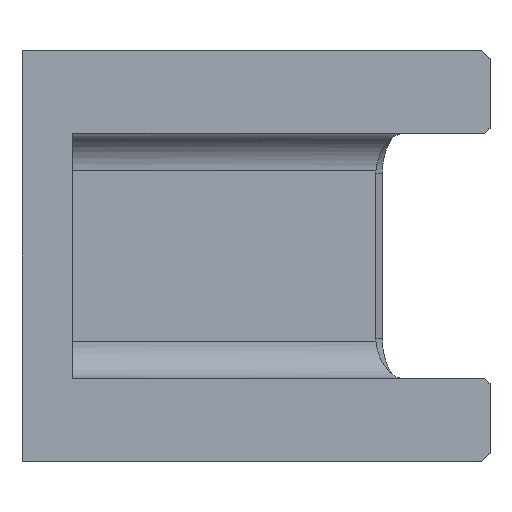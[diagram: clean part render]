
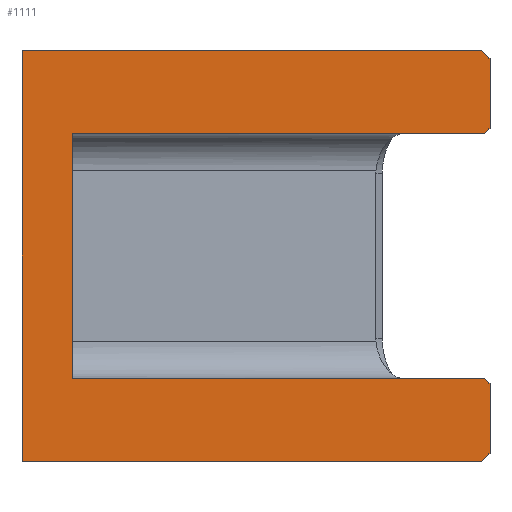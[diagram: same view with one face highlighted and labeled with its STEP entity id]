
A CAD part, left-side view. The second image highlights one B-rep face of the part: STEP entity #1111.
In plain terms, the highlighted planar face has unit normal (-1, 0, 0).
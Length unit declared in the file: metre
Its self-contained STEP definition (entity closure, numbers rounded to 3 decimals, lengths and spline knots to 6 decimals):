
#89=LINE('',#1626,#194);
#93=LINE('',#1634,#198);
#116=LINE('',#1705,#221);
#117=LINE('',#1707,#222);
#118=LINE('',#1709,#223);
#119=LINE('',#1711,#224);
#120=LINE('',#1713,#225);
#121=LINE('',#1714,#226);
#122=LINE('',#1716,#227);
#123=LINE('',#1718,#228);
#124=LINE('',#1720,#229);
#125=LINE('',#1722,#230);
#194=VECTOR('',#1297,1.);
#198=VECTOR('',#1301,1.);
#221=VECTOR('',#1348,1.);
#222=VECTOR('',#1349,1.);
#223=VECTOR('',#1350,1.);
#224=VECTOR('',#1351,1.);
#225=VECTOR('',#1352,1.);
#226=VECTOR('',#1353,1.);
#227=VECTOR('',#1354,1.);
#228=VECTOR('',#1355,1.);
#229=VECTOR('',#1356,1.);
#230=VECTOR('',#1357,1.);
#336=ORIENTED_EDGE('',*,*,#630,.F.);
#337=ORIENTED_EDGE('',*,*,#666,.T.);
#338=ORIENTED_EDGE('',*,*,#667,.T.);
#339=ORIENTED_EDGE('',*,*,#668,.T.);
#340=ORIENTED_EDGE('',*,*,#669,.F.);
#341=ORIENTED_EDGE('',*,*,#670,.T.);
#342=ORIENTED_EDGE('',*,*,#634,.F.);
#343=ORIENTED_EDGE('',*,*,#671,.T.);
#344=ORIENTED_EDGE('',*,*,#672,.T.);
#345=ORIENTED_EDGE('',*,*,#673,.T.);
#346=ORIENTED_EDGE('',*,*,#674,.F.);
#347=ORIENTED_EDGE('',*,*,#675,.T.);
#630=EDGE_CURVE('',#795,#796,#89,.T.);
#634=EDGE_CURVE('',#799,#800,#93,.T.);
#666=EDGE_CURVE('',#795,#831,#116,.T.);
#667=EDGE_CURVE('',#831,#832,#117,.T.);
#668=EDGE_CURVE('',#832,#833,#118,.T.);
#669=EDGE_CURVE('',#834,#833,#119,.T.);
#670=EDGE_CURVE('',#834,#800,#120,.F.);
#671=EDGE_CURVE('',#799,#835,#121,.F.);
#672=EDGE_CURVE('',#835,#836,#122,.T.);
#673=EDGE_CURVE('',#836,#837,#123,.T.);
#674=EDGE_CURVE('',#838,#837,#124,.T.);
#675=EDGE_CURVE('',#838,#796,#125,.T.);
#795=VERTEX_POINT('',#1625);
#796=VERTEX_POINT('',#1627);
#799=VERTEX_POINT('',#1633);
#800=VERTEX_POINT('',#1635);
#831=VERTEX_POINT('',#1706);
#832=VERTEX_POINT('',#1708);
#833=VERTEX_POINT('',#1710);
#834=VERTEX_POINT('',#1712);
#835=VERTEX_POINT('',#1715);
#836=VERTEX_POINT('',#1717);
#837=VERTEX_POINT('',#1719);
#838=VERTEX_POINT('',#1721);
#919=EDGE_LOOP('',(#336,#337,#338,#339,#340,#341,#342,#343,#344,#345,#346,
#347));
#998=FACE_BOUND('',#919,.T.);
#1077=PLANE('',#1196);
#1111=ADVANCED_FACE('',(#998),#1077,.T.);
#1196=AXIS2_PLACEMENT_3D('',#1704,#1346,#1347);
#1297=DIRECTION('',(0.,0.,-1.));
#1301=DIRECTION('',(0.,0.,-1.));
#1346=DIRECTION('',(-1.,0.,0.));
#1347=DIRECTION('',(0.,0.,1.));
#1348=DIRECTION('',(0.,0.756,0.655));
#1349=DIRECTION('',(0.,1.,0.));
#1350=DIRECTION('',(0.,0.,1.));
#1351=DIRECTION('',(0.,1.,0.));
#1352=DIRECTION('',(0.,0.756,-0.655));
#1353=DIRECTION('',(0.,-0.756,-0.655));
#1354=DIRECTION('',(0.,1.,0.));
#1355=DIRECTION('',(0.,0.,-1.));
#1356=DIRECTION('',(0.,1.,0.));
#1357=DIRECTION('',(0.,-0.756,0.655));
#1625=CARTESIAN_POINT('',(0.039891,-0.026454,-0.0051));
#1626=CARTESIAN_POINT('',(0.039891,-0.026454,0.0082));
#1627=CARTESIAN_POINT('',(0.039891,-0.026454,-0.0079));
#1633=CARTESIAN_POINT('',(0.039891,-0.026454,0.0079));
#1634=CARTESIAN_POINT('',(0.039891,-0.026454,0.0082));
#1635=CARTESIAN_POINT('',(0.039891,-0.026454,0.0051));
#1704=CARTESIAN_POINT('',(0.039891,-0.0125,0.008202));
#1705=CARTESIAN_POINT('',(0.039891,-0.011897,0.007506));
#1706=CARTESIAN_POINT('',(0.039891,-0.026223,-0.0049));
#1707=CARTESIAN_POINT('',(0.039891,-0.03275,-0.0049));
#1708=CARTESIAN_POINT('',(0.039891,-0.00975,-0.0049));
#1709=CARTESIAN_POINT('',(0.039891,-0.00975,0.));
#1710=CARTESIAN_POINT('',(0.039891,-0.00975,0.0049));
#1711=CARTESIAN_POINT('',(0.039891,-0.03275,0.0049));
#1712=CARTESIAN_POINT('',(0.039891,-0.026223,0.0049));
#1713=CARTESIAN_POINT('',(0.039891,-0.020015,-0.000476));
#1714=CARTESIAN_POINT('',(0.039891,-0.018331,0.014935));
#1715=CARTESIAN_POINT('',(0.039891,-0.026107,0.0082));
#1716=CARTESIAN_POINT('',(0.039891,-0.0125,0.0082));
#1717=CARTESIAN_POINT('',(0.039891,-0.00775,0.0082));
#1718=CARTESIAN_POINT('',(0.039891,-0.00775,0.008202));
#1719=CARTESIAN_POINT('',(0.039891,-0.00775,-0.0082));
#1720=CARTESIAN_POINT('',(0.039891,-0.0125,-0.0082));
#1721=CARTESIAN_POINT('',(0.039891,-0.026107,-0.0082));
#1722=CARTESIAN_POINT('',(0.039891,-0.026449,-0.007904));
